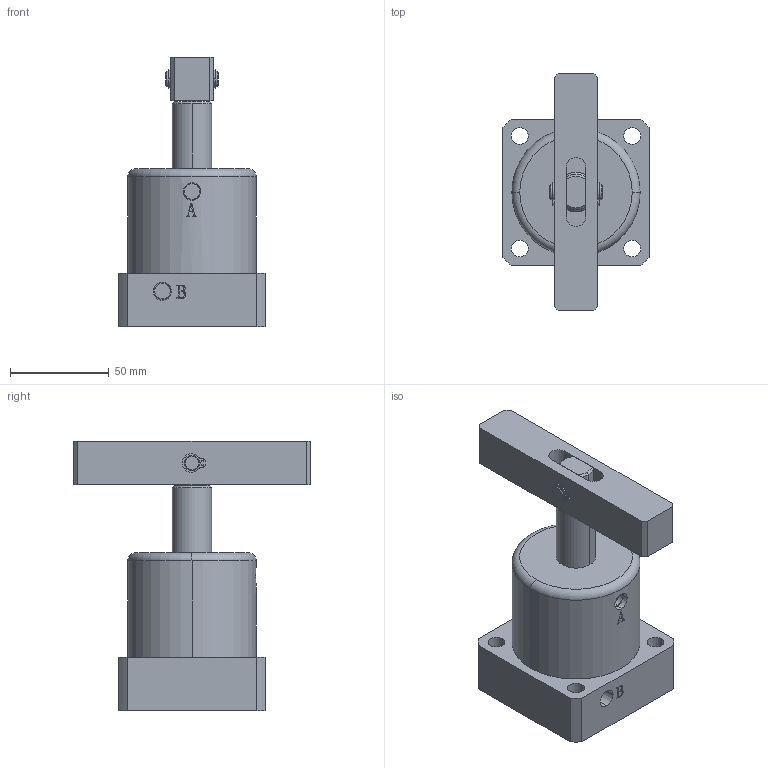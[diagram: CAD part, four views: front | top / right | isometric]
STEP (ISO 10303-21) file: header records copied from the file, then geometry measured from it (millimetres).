
FILE_DESCRIPTION (( 'STEP AP203' ), '1' );
FILE_NAME ('HNSD-50.STEP', '2019-10-07T01:12:53', ( '微软用户' ), ( '微软中国' ), 'SwSTEP 2.0', 'SolidWorks 2012', '' );
FILE_SCHEMA (( 'CONFIG_CONTROL_DESIGN' ));
Length unit declared in the file: millimetre
Products named in the file (6): HNSD-50; circlips for shaft--type a small gb_GB_CONNECTING_PIECE_RING_RRA 8; HNSD-50揤旋; HNSD-50种; HNSD-50活塞杆; HNS-50掛极
Assembly tree (6 placements, depth 2):
  HNSD-50
    HNS-50掛极
    HNSD-50活塞杆
    HNSD-50种
    HNSD-50揤旋
    circlips for shaft--type a small gb_GB_CONNECTING_PIECE_RING_RRA 8  x2
Bounding box: 74 x 120 x 136.5 mm (x, y, z)
Volume: 323452.8 mm3; surface area: 67851.9 mm2
Topology: 6 solids, 6 shells, 204 faces, 503 edges, 328 vertices
Faces by surface type: plane 87, cylinder 78, cone 17, bspline 16, torus 6
Entity records: 6906 total; most frequent: CARTESIAN_POINT 1898, DIRECTION 916, ORIENTED_EDGE 892, EDGE_CURVE 446, AXIS2_PLACEMENT_3D 340, VERTEX_POINT 290, LINE 236, VECTOR 236
